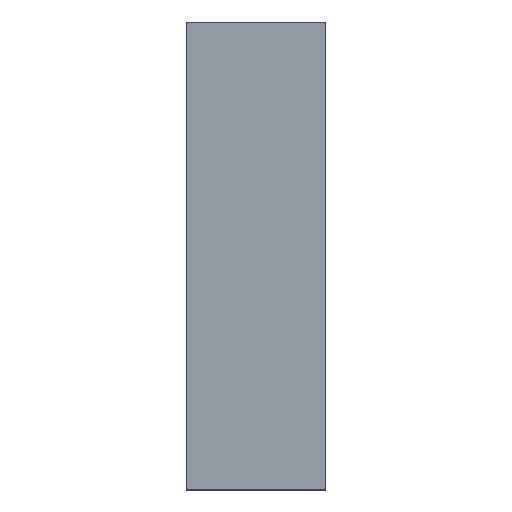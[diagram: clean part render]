
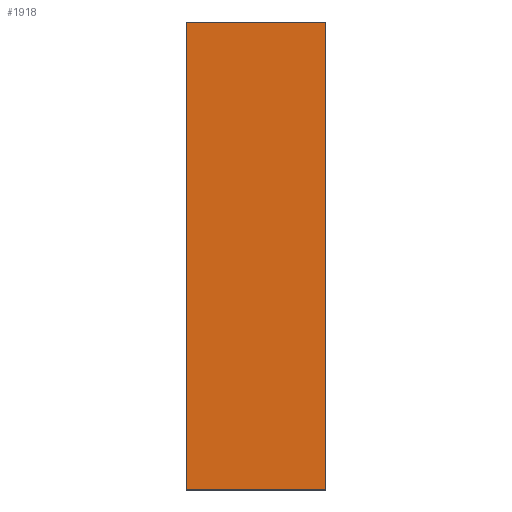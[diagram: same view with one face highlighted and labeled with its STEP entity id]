
A CAD part, top view. The second image highlights one B-rep face of the part: STEP entity #1918.
In plain terms, the highlighted planar face has unit normal (0, 0, 1).
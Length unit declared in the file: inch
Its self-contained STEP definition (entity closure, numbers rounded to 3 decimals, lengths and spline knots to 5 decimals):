
#452 = LINE ( 'NONE', #4824, #1184 ) ;
#633 = PLANE ( 'NONE',  #3864 ) ;
#958 = DIRECTION ( 'NONE',  ( 1., 0., 0. ) ) ;
#990 = CARTESIAN_POINT ( 'NONE',  ( 11.75, 39.5, 0. ) ) ;
#1092 = CARTESIAN_POINT ( 'NONE',  ( -11.75, 0., 0. ) ) ;
#1115 = EDGE_LOOP ( 'NONE', ( #4332, #5575, #3094, #2279 ) ) ;
#1184 = VECTOR ( 'NONE', #958, 39.37008 ) ;
#1304 = EDGE_CURVE ( 'NONE', #5276, #2305, #3745, .T. ) ;
#1800 = DIRECTION ( 'NONE',  ( -1., 0., 0. ) ) ;
#1917 = FACE_OUTER_BOUND ( 'NONE', #1115, .T. ) ;
#1918 = ADVANCED_FACE ( 'NONE', ( #1917 ), #633, .T. ) ;
#2070 = DIRECTION ( 'NONE',  ( 0., -1., 0. ) ) ;
#2224 = CARTESIAN_POINT ( 'NONE',  ( 0., 39.5, 0. ) ) ;
#2242 = EDGE_CURVE ( 'NONE', #2305, #3636, #4061, .T. ) ;
#2279 = ORIENTED_EDGE ( 'NONE', *, *, #3542, .T. ) ;
#2305 = VERTEX_POINT ( 'NONE', #990 ) ;
#2783 = DIRECTION ( 'NONE',  ( 0., 1., 0. ) ) ;
#2891 = VECTOR ( 'NONE', #2070, 39.37008 ) ;
#3094 = ORIENTED_EDGE ( 'NONE', *, *, #4231, .T. ) ;
#3310 = LINE ( 'NONE', #1092, #2891 ) ;
#3407 = VECTOR ( 'NONE', #2783, 39.37008 ) ;
#3542 = EDGE_CURVE ( 'NONE', #4069, #5276, #452, .T. ) ;
#3636 = VERTEX_POINT ( 'NONE', #4910 ) ;
#3640 = CARTESIAN_POINT ( 'NONE',  ( 0., 0., 0. ) ) ;
#3745 = LINE ( 'NONE', #5472, #3407 ) ;
#3864 = AXIS2_PLACEMENT_3D ( 'NONE', #3640, #4436, #5264 ) ;
#4061 = LINE ( 'NONE', #2224, #4404 ) ;
#4069 = VERTEX_POINT ( 'NONE', #4904 ) ;
#4231 = EDGE_CURVE ( 'NONE', #3636, #4069, #3310, .T. ) ;
#4332 = ORIENTED_EDGE ( 'NONE', *, *, #1304, .T. ) ;
#4404 = VECTOR ( 'NONE', #1800, 39.37008 ) ;
#4436 = DIRECTION ( 'NONE',  ( 0., 0., 1. ) ) ;
#4824 = CARTESIAN_POINT ( 'NONE',  ( 0., -39.5, 0. ) ) ;
#4904 = CARTESIAN_POINT ( 'NONE',  ( -11.75, -39.5, 0. ) ) ;
#4910 = CARTESIAN_POINT ( 'NONE',  ( -11.75, 39.5, 0. ) ) ;
#5264 = DIRECTION ( 'NONE',  ( 1., 0., 0. ) ) ;
#5276 = VERTEX_POINT ( 'NONE', #5385 ) ;
#5385 = CARTESIAN_POINT ( 'NONE',  ( 11.75, -39.5, 0. ) ) ;
#5472 = CARTESIAN_POINT ( 'NONE',  ( 11.75, 0., 0. ) ) ;
#5575 = ORIENTED_EDGE ( 'NONE', *, *, #2242, .T. ) ;
